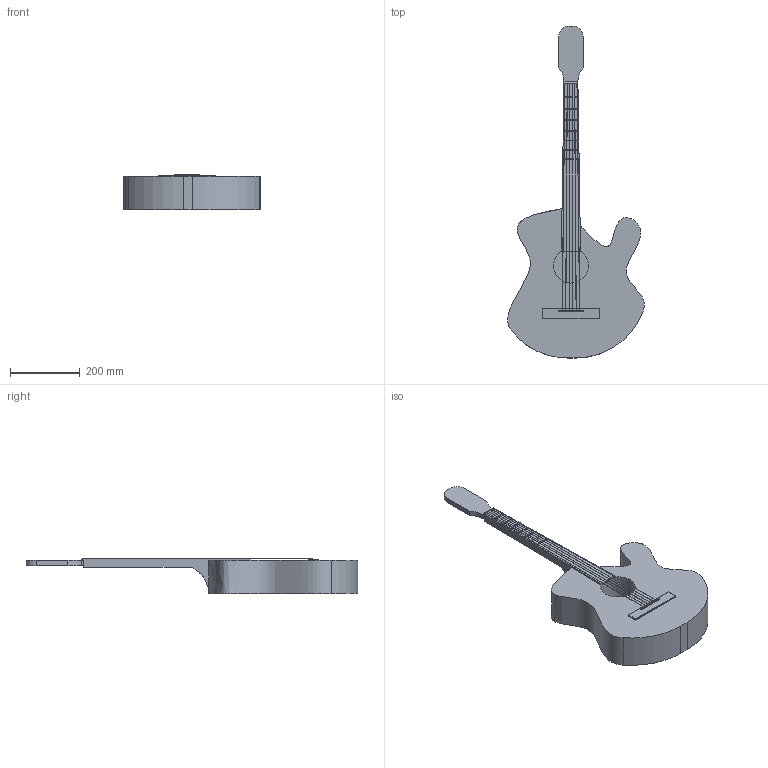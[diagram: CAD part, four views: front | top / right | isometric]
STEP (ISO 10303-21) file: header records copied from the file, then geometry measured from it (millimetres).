
FILE_DESCRIPTION (( 'STEP AP203' ), '1' );
FILE_NAME ('guitar_Default_sldprt.STEP', '2023-05-12T18:43:06', ( '' ), ( '' ), 'SwSTEP 2.0', 'SolidWorks 2021', '' );
FILE_SCHEMA (( 'CONFIG_CONTROL_DESIGN' ));
Length unit declared in the file: millimetre
Products named in the file (1): guitar_Default_sldprt
Bounding box: 392.03 x 952.97 x 103 mm (x, y, z)
Volume: 11992065.1 mm3; surface area: 512529.8 mm2
Topology: 9 solids, 9 shells, 121 faces, 289 edges, 188 vertices
Faces by surface type: plane 67, cylinder 50, bspline 4
Entity records: 3565 total; most frequent: CARTESIAN_POINT 780, ORIENTED_EDGE 578, DIRECTION 534, EDGE_CURVE 289, VERTEX_POINT 188, LINE 186, VECTOR 186, AXIS2_PLACEMENT_3D 174
